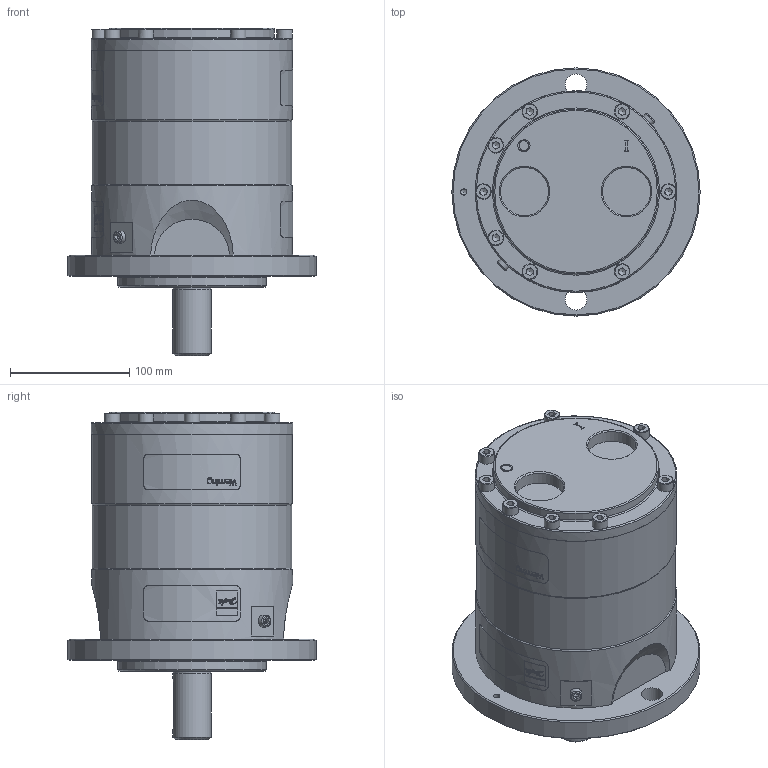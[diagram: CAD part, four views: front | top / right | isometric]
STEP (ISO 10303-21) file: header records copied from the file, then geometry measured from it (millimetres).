
FILE_DESCRIPTION(/* description */ (''),/* implementation_level */ '2;1');
FILE_NAME(/* name */ '180B3005_A.stp',/* time_stamp */ '2013-10-23T11:27:04+02:00',/* author */ (''),/* organization */ (''),/* preprocessor_version */ 'ST-DEVELOPER v11',/* originating_system */ 'SIEMENS PLM Software NX 7.5',/* authorisation */ '');
FILE_SCHEMA (('CONFIG_CONTROL_DESIGN'));
Length unit declared in the file: millimetre
Products named in the file (1): f3420EED41wq
Bounding box: 208 x 208 x 274.2 mm (x, y, z)
Volume: 4788114.2 mm3; surface area: 210532.3 mm2
Topology: 1 solids, 2 shells, 806 faces, 2021 edges, 1294 vertices
Faces by surface type: plane 470, cylinder 135, extrusion 133, cone 55, torus 11, bspline 2
Full cylindrical faces by diameter (mm): 3.15 x1, 4.2 x4, 4.8 x1, 5 x2, 5.1 x1, 5.2 x1, 5.5 x1, 6 x1, 10 x2, 13 x16, 14 x8, 18 x2, 31.99 x1, 32.35 x1, 33 x1, 35.5 x1, 40.376 x2, 69.5 x1, 111.2 x1, 124.97 x1, 138.2 x1, 167 x1, 168.5 x2, 169 x1, 208 x1
Entity records: 30318 total; most frequent: CARTESIAN_POINT 12095, ORIENTED_EDGE 3652, DIRECTION 3490, EDGE_CURVE 1826, VERTEX_POINT 1249, AXIS2_PLACEMENT_3D 1221, VECTOR 1048, EDGE_LOOP 1013
